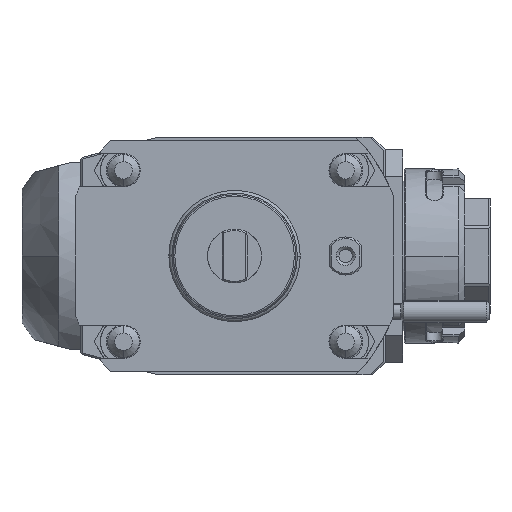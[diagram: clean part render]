
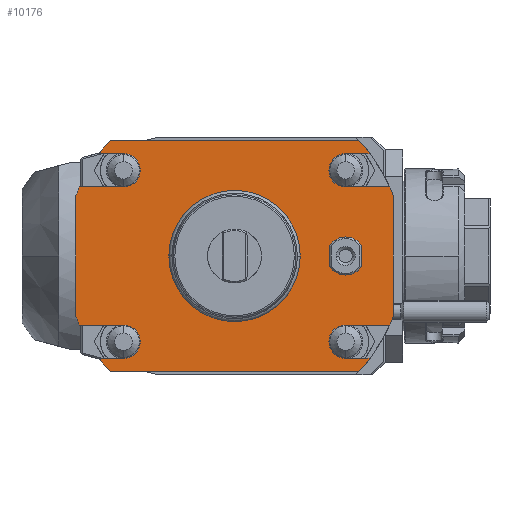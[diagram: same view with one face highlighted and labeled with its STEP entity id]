
A CAD part, front view. The second image highlights one B-rep face of the part: STEP entity #10176.
In plain terms, the highlighted planar face has unit normal (0, -1, 0).
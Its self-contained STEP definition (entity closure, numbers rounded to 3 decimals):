
#3020=DIRECTION('',(1.,0.,0.));
#3021=VECTOR('',#3020,7.687);
#3022=CARTESIAN_POINT('',(35.,0.,-32.25));
#3023=LINE('',#3022,#3021);
#3024=CARTESIAN_POINT('',(0.,0.,0.));
#3025=DIRECTION('',(0.,1.,0.));
#3026=DIRECTION('',(0.798,0.,-0.603));
#3027=AXIS2_PLACEMENT_3D('',#3024,#3025,#3026);
#3029=DIRECTION('',(-1.,0.,0.));
#3030=VECTOR('',#3029,78.23);
#3031=CARTESIAN_POINT('',(39.115,0.,-36.5));
#3032=LINE('',#3031,#3030);
#3033=CARTESIAN_POINT('',(0.,0.,0.));
#3034=DIRECTION('',(0.,1.,0.));
#3035=DIRECTION('',(-0.731,0.,-0.682));
#3036=AXIS2_PLACEMENT_3D('',#3033,#3034,#3035);
#3038=DIRECTION('',(1.,0.,0.));
#3039=VECTOR('',#3038,7.687);
#3040=CARTESIAN_POINT('',(-42.687,0.,-32.25));
#3041=LINE('',#3040,#3039);
#3042=CARTESIAN_POINT('',(-35.,0.,-27.));
#3043=DIRECTION('',(0.,-1.,0.));
#3044=DIRECTION('',(0.,0.,-1.));
#3045=AXIS2_PLACEMENT_3D('',#3042,#3043,#3044);
#3047=DIRECTION('',(-1.,0.,0.));
#3048=VECTOR('',#3047,13.879);
#3049=CARTESIAN_POINT('',(-35.,0.,-21.75));
#3050=LINE('',#3049,#3048);
#3051=CARTESIAN_POINT('',(0.,0.,0.));
#3052=DIRECTION('',(0.,1.,0.));
#3053=DIRECTION('',(-0.914,0.,-0.407));
#3054=AXIS2_PLACEMENT_3D('',#3051,#3052,#3053);
#3056=DIRECTION('',(0.,0.,1.));
#3057=VECTOR('',#3056,38.066);
#3058=CARTESIAN_POINT('',(-50.,0.,-19.033));
#3059=LINE('',#3058,#3057);
#3060=CARTESIAN_POINT('',(0.,0.,0.));
#3061=DIRECTION('',(0.,1.,0.));
#3062=DIRECTION('',(-0.935,0.,0.356));
#3063=AXIS2_PLACEMENT_3D('',#3060,#3061,#3062);
#3065=DIRECTION('',(1.,0.,0.));
#3066=VECTOR('',#3065,13.879);
#3067=CARTESIAN_POINT('',(-48.879,0.,21.75));
#3068=LINE('',#3067,#3066);
#3069=CARTESIAN_POINT('',(-35.,0.,27.));
#3070=DIRECTION('',(0.,-1.,0.));
#3071=DIRECTION('',(0.,0.,-1.));
#3072=AXIS2_PLACEMENT_3D('',#3069,#3070,#3071);
#3074=DIRECTION('',(-1.,0.,0.));
#3075=VECTOR('',#3074,7.687);
#3076=CARTESIAN_POINT('',(-35.,0.,32.25));
#3077=LINE('',#3076,#3075);
#3078=CARTESIAN_POINT('',(0.,0.,0.));
#3079=DIRECTION('',(0.,1.,0.));
#3080=DIRECTION('',(-0.798,0.,0.603));
#3081=AXIS2_PLACEMENT_3D('',#3078,#3079,#3080);
#3083=DIRECTION('',(1.,0.,0.));
#3084=VECTOR('',#3083,78.23);
#3085=CARTESIAN_POINT('',(-39.115,0.,36.5));
#3086=LINE('',#3085,#3084);
#3087=CARTESIAN_POINT('',(0.,0.,0.));
#3088=DIRECTION('',(0.,1.,0.));
#3089=DIRECTION('',(0.731,0.,0.682));
#3090=AXIS2_PLACEMENT_3D('',#3087,#3088,#3089);
#3092=DIRECTION('',(-1.,0.,0.));
#3093=VECTOR('',#3092,7.687);
#3094=CARTESIAN_POINT('',(42.687,0.,32.25));
#3095=LINE('',#3094,#3093);
#3096=CARTESIAN_POINT('',(35.,0.,27.));
#3097=DIRECTION('',(0.,-1.,0.));
#3098=DIRECTION('',(0.,0.,1.));
#3099=AXIS2_PLACEMENT_3D('',#3096,#3097,#3098);
#3101=DIRECTION('',(1.,0.,0.));
#3102=VECTOR('',#3101,13.879);
#3103=CARTESIAN_POINT('',(35.,0.,21.75));
#3104=LINE('',#3103,#3102);
#3105=CARTESIAN_POINT('',(0.,0.,0.));
#3106=DIRECTION('',(0.,1.,0.));
#3107=DIRECTION('',(0.914,0.,0.407));
#3108=AXIS2_PLACEMENT_3D('',#3105,#3106,#3107);
#3110=DIRECTION('',(0.,0.,-1.));
#3111=VECTOR('',#3110,38.066);
#3112=CARTESIAN_POINT('',(50.,0.,19.033));
#3113=LINE('',#3112,#3111);
#3114=CARTESIAN_POINT('',(0.,0.,0.));
#3115=DIRECTION('',(0.,1.,0.));
#3116=DIRECTION('',(0.935,0.,-0.356));
#3117=AXIS2_PLACEMENT_3D('',#3114,#3115,#3116);
#3119=DIRECTION('',(-1.,0.,0.));
#3120=VECTOR('',#3119,13.879);
#3121=CARTESIAN_POINT('',(48.879,0.,-21.75));
#3122=LINE('',#3121,#3120);
#3123=CARTESIAN_POINT('',(35.,0.,-27.));
#3124=DIRECTION('',(0.,-1.,0.));
#3125=DIRECTION('',(0.,0.,1.));
#3126=AXIS2_PLACEMENT_3D('',#3123,#3124,#3125);
#4595=CARTESIAN_POINT('',(35.,0.,0.));
#4596=DIRECTION('',(0.,-1.,0.));
#4597=DIRECTION('',(-0.833,0.,-0.553));
#4598=AXIS2_PLACEMENT_3D('',#4595,#4596,#4597);
#4613=DIRECTION('',(0.,0.,-1.));
#4614=VECTOR('',#4613,6.633);
#4615=CARTESIAN_POINT('',(30.,0.,3.317));
#4616=LINE('',#4615,#4614);
#4621=CARTESIAN_POINT('',(35.,0.,0.));
#4622=DIRECTION('',(0.,-1.,0.));
#4623=DIRECTION('',(0.833,0.,0.553));
#4624=AXIS2_PLACEMENT_3D('',#4621,#4622,#4623);
#4639=DIRECTION('',(0.,0.,-1.));
#4640=VECTOR('',#4639,6.633);
#4641=CARTESIAN_POINT('',(40.,0.,3.317));
#4642=LINE('',#4641,#4640);
#4739=CARTESIAN_POINT('',(0.,0.,0.));
#4740=DIRECTION('',(0.,1.,0.));
#4741=DIRECTION('',(1.,0.,0.));
#4742=AXIS2_PLACEMENT_3D('',#4739,#4740,#4741);
#4744=CARTESIAN_POINT('',(0.,0.,0.));
#4745=DIRECTION('',(0.,1.,0.));
#4746=DIRECTION('',(-1.,0.,0.));
#4747=AXIS2_PLACEMENT_3D('',#4744,#4745,#4746);
#6245=CARTESIAN_POINT('',(35.,0.,32.25));
#6246=CARTESIAN_POINT('',(35.,0.,21.75));
#6247=VERTEX_POINT('',#6245);
#6248=VERTEX_POINT('',#6246);
#6253=CARTESIAN_POINT('',(35.,0.,-21.75));
#6254=CARTESIAN_POINT('',(35.,0.,-32.25));
#6255=VERTEX_POINT('',#6253);
#6256=VERTEX_POINT('',#6254);
#6261=CARTESIAN_POINT('',(-35.,0.,21.75));
#6262=CARTESIAN_POINT('',(-35.,0.,32.25));
#6263=VERTEX_POINT('',#6261);
#6264=VERTEX_POINT('',#6262);
#6269=CARTESIAN_POINT('',(-35.,0.,-32.25));
#6270=CARTESIAN_POINT('',(-35.,0.,-21.75));
#6271=VERTEX_POINT('',#6269);
#6272=VERTEX_POINT('',#6270);
#7065=CARTESIAN_POINT('',(-48.879,0.,-21.75));
#7066=CARTESIAN_POINT('',(-50.,0.,-19.033));
#7067=VERTEX_POINT('',#7065);
#7068=VERTEX_POINT('',#7066);
#7069=CARTESIAN_POINT('',(-50.,0.,19.033));
#7070=CARTESIAN_POINT('',(-48.879,0.,21.75));
#7071=VERTEX_POINT('',#7069);
#7072=VERTEX_POINT('',#7070);
#7073=CARTESIAN_POINT('',(-42.687,0.,32.25));
#7074=CARTESIAN_POINT('',(-39.115,0.,36.5));
#7075=VERTEX_POINT('',#7073);
#7076=VERTEX_POINT('',#7074);
#7077=CARTESIAN_POINT('',(39.115,0.,36.5));
#7078=CARTESIAN_POINT('',(42.687,0.,32.25));
#7079=VERTEX_POINT('',#7077);
#7080=VERTEX_POINT('',#7078);
#7081=CARTESIAN_POINT('',(48.879,0.,21.75));
#7082=CARTESIAN_POINT('',(50.,0.,19.033));
#7083=VERTEX_POINT('',#7081);
#7084=VERTEX_POINT('',#7082);
#7085=CARTESIAN_POINT('',(50.,0.,-19.033));
#7086=CARTESIAN_POINT('',(48.879,0.,-21.75));
#7087=VERTEX_POINT('',#7085);
#7088=VERTEX_POINT('',#7086);
#7089=CARTESIAN_POINT('',(42.687,0.,-32.25));
#7090=CARTESIAN_POINT('',(39.115,0.,-36.5));
#7091=VERTEX_POINT('',#7089);
#7092=VERTEX_POINT('',#7090);
#7093=CARTESIAN_POINT('',(-39.115,0.,-36.5));
#7094=CARTESIAN_POINT('',(-42.687,0.,-32.25));
#7095=VERTEX_POINT('',#7093);
#7096=VERTEX_POINT('',#7094);
#7130=CARTESIAN_POINT('',(19.853,0.,0.));
#7131=CARTESIAN_POINT('',(-19.853,0.,0.));
#7132=VERTEX_POINT('',#7130);
#7133=VERTEX_POINT('',#7131);
#7138=CARTESIAN_POINT('',(30.,0.,-3.317));
#7139=CARTESIAN_POINT('',(40.,0.,-3.317));
#7140=VERTEX_POINT('',#7138);
#7141=VERTEX_POINT('',#7139);
#7142=CARTESIAN_POINT('',(40.,0.,3.317));
#7143=CARTESIAN_POINT('',(30.,0.,3.317));
#7144=VERTEX_POINT('',#7142);
#7145=VERTEX_POINT('',#7143);
#10110=CARTESIAN_POINT('',(0.,0.,0.));
#10111=DIRECTION('',(0.,-1.,0.));
#10112=DIRECTION('',(-1.,0.,0.));
#10113=AXIS2_PLACEMENT_3D('',#10110,#10111,#10112);
#10114=PLANE('',#10113);
#10116=ORIENTED_EDGE('',*,*,#10115,.T.);
#10118=ORIENTED_EDGE('',*,*,#10117,.T.);
#10120=ORIENTED_EDGE('',*,*,#10119,.T.);
#10122=ORIENTED_EDGE('',*,*,#10121,.T.);
#10124=ORIENTED_EDGE('',*,*,#10123,.T.);
#10126=ORIENTED_EDGE('',*,*,#10125,.T.);
#10128=ORIENTED_EDGE('',*,*,#10127,.T.);
#10130=ORIENTED_EDGE('',*,*,#10129,.T.);
#10132=ORIENTED_EDGE('',*,*,#10131,.T.);
#10134=ORIENTED_EDGE('',*,*,#10133,.T.);
#10136=ORIENTED_EDGE('',*,*,#10135,.T.);
#10138=ORIENTED_EDGE('',*,*,#10137,.T.);
#10139=ORIENTED_EDGE('',*,*,#10031,.T.);
#10140=ORIENTED_EDGE('',*,*,#10049,.T.);
#10141=ORIENTED_EDGE('',*,*,#10063,.T.);
#10142=ORIENTED_EDGE('',*,*,#10083,.T.);
#10143=ORIENTED_EDGE('',*,*,#10096,.T.);
#10145=ORIENTED_EDGE('',*,*,#10144,.T.);
#10147=ORIENTED_EDGE('',*,*,#10146,.T.);
#10149=ORIENTED_EDGE('',*,*,#10148,.T.);
#10151=ORIENTED_EDGE('',*,*,#10150,.T.);
#10153=ORIENTED_EDGE('',*,*,#10152,.T.);
#10155=ORIENTED_EDGE('',*,*,#10154,.T.);
#10157=ORIENTED_EDGE('',*,*,#10156,.T.);
#10158=EDGE_LOOP('',(#10116,#10118,#10120,#10122,#10124,#10126,#10128,#10130,
#10132,#10134,#10136,#10138,#10139,#10140,#10141,#10142,#10143,#10145,#10147,
#10149,#10151,#10153,#10155,#10157));
#10159=FACE_OUTER_BOUND('',#10158,.F.);
#10161=ORIENTED_EDGE('',*,*,#10160,.T.);
#10163=ORIENTED_EDGE('',*,*,#10162,.F.);
#10165=ORIENTED_EDGE('',*,*,#10164,.T.);
#10167=ORIENTED_EDGE('',*,*,#10166,.T.);
#10168=EDGE_LOOP('',(#10161,#10163,#10165,#10167));
#10169=FACE_BOUND('',#10168,.F.);
#10171=ORIENTED_EDGE('',*,*,#10170,.F.);
#10173=ORIENTED_EDGE('',*,*,#10172,.F.);
#10174=EDGE_LOOP('',(#10171,#10173));
#10175=FACE_BOUND('',#10174,.F.);
#3028=CIRCLE('',#3027,53.5);
#3037=CIRCLE('',#3036,53.5);
#3046=CIRCLE('',#3045,5.25);
#3055=CIRCLE('',#3054,53.5);
#3064=CIRCLE('',#3063,53.5);
#3073=CIRCLE('',#3072,5.25);
#3082=CIRCLE('',#3081,53.5);
#3091=CIRCLE('',#3090,53.5);
#3100=CIRCLE('',#3099,5.25);
#3109=CIRCLE('',#3108,53.5);
#3118=CIRCLE('',#3117,53.5);
#3127=CIRCLE('',#3126,5.25);
#4599=CIRCLE('',#4598,6.);
#4625=CIRCLE('',#4624,6.);
#4743=CIRCLE('',#4742,19.853);
#4748=CIRCLE('',#4747,19.853);
#10031=EDGE_CURVE('',#6264,#7075,#3077,.T.);
#10049=EDGE_CURVE('',#7075,#7076,#3082,.T.);
#10063=EDGE_CURVE('',#7076,#7079,#3086,.T.);
#10083=EDGE_CURVE('',#7079,#7080,#3091,.T.);
#10096=EDGE_CURVE('',#7080,#6247,#3095,.T.);
#10115=EDGE_CURVE('',#6256,#7091,#3023,.T.);
#10117=EDGE_CURVE('',#7091,#7092,#3028,.T.);
#10119=EDGE_CURVE('',#7092,#7095,#3032,.T.);
#10121=EDGE_CURVE('',#7095,#7096,#3037,.T.);
#10123=EDGE_CURVE('',#7096,#6271,#3041,.T.);
#10125=EDGE_CURVE('',#6271,#6272,#3046,.T.);
#10127=EDGE_CURVE('',#6272,#7067,#3050,.T.);
#10129=EDGE_CURVE('',#7067,#7068,#3055,.T.);
#10131=EDGE_CURVE('',#7068,#7071,#3059,.T.);
#10133=EDGE_CURVE('',#7071,#7072,#3064,.T.);
#10135=EDGE_CURVE('',#7072,#6263,#3068,.T.);
#10137=EDGE_CURVE('',#6263,#6264,#3073,.T.);
#10144=EDGE_CURVE('',#6247,#6248,#3100,.T.);
#10146=EDGE_CURVE('',#6248,#7083,#3104,.T.);
#10148=EDGE_CURVE('',#7083,#7084,#3109,.T.);
#10150=EDGE_CURVE('',#7084,#7087,#3113,.T.);
#10152=EDGE_CURVE('',#7087,#7088,#3118,.T.);
#10154=EDGE_CURVE('',#7088,#6255,#3122,.T.);
#10156=EDGE_CURVE('',#6255,#6256,#3127,.T.);
#10160=EDGE_CURVE('',#7140,#7141,#4599,.T.);
#10162=EDGE_CURVE('',#7144,#7141,#4642,.T.);
#10164=EDGE_CURVE('',#7144,#7145,#4625,.T.);
#10166=EDGE_CURVE('',#7145,#7140,#4616,.T.);
#10170=EDGE_CURVE('',#7132,#7133,#4743,.T.);
#10172=EDGE_CURVE('',#7133,#7132,#4748,.T.);
#10176=ADVANCED_FACE('',(#10159,#10169,#10175),#10114,.T.);
